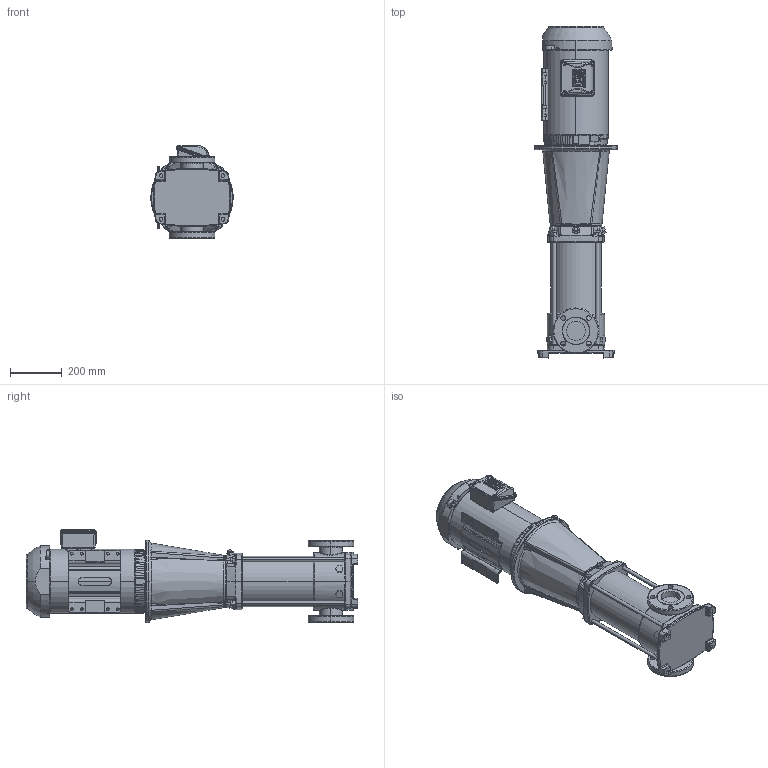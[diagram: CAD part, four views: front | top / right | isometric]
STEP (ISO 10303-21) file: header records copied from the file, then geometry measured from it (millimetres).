
FILE_DESCRIPTION (( 'STEP AP203' ), '1' );
FILE_NAME ('3350098 - MVI-160-4_2-15 HP-254TC-304-E-575~3.step', '2022-03-31T13:59:38', ( '' ), ( '' ), 'SwSTEP 2.0', 'SolidWorks 2021', '' );
FILE_SCHEMA (( 'CONFIG_CONTROL_DESIGN' ));
Length unit declared in the file: inch
Products named in the file (5): 3350098 - MVI-160-4_2-15 HP-254TC-304-E-575~3; TEFC MOTOR_2700101 - NEMA V2 15 HP 254_6TC 575~3 TEFC W; sbi_n_32-4-2_flange(NEMA); 2700101 - NEMA V2 15 HP 254_6TC 575~3 TEFC W; MVI PEO - [304-EPDM]_3304098 - MVI-160-4_2-15 HP-254TC-304-E-S
Assembly tree (4 placements, depth 3):
  3350098 - MVI-160-4_2-15 HP-254TC-304-E-575~3
    MVI PEO - [304-EPDM]_3304098 - MVI-160-4_2-15 HP-254TC-304-E-S
      sbi_n_32-4-2_flange(NEMA)
    TEFC MOTOR_2700101 - NEMA V2 15 HP 254_6TC 575~3 TEFC W
      2700101 - NEMA V2 15 HP 254_6TC 575~3 TEFC W
Bounding box: 320 x 1288.97 x 362.52 mm (x, y, z)
Volume: 57790121.2 mm3; surface area: 2028925.4 mm2
Topology: 23 solids, 43 shells, 3978 faces, 10356 edges, 6723 vertices
Faces by surface type: plane 1937, cylinder 1464, bspline 305, cone 162, torus 104, sphere 6
Entity records: 151661 total; most frequent: CARTESIAN_POINT 55292, ORIENTED_EDGE 20632, DIRECTION 19275, EDGE_CURVE 10316, AXIS2_PLACEMENT_3D 6857, VERTEX_POINT 6721, VECTOR 5561, LINE 5561
